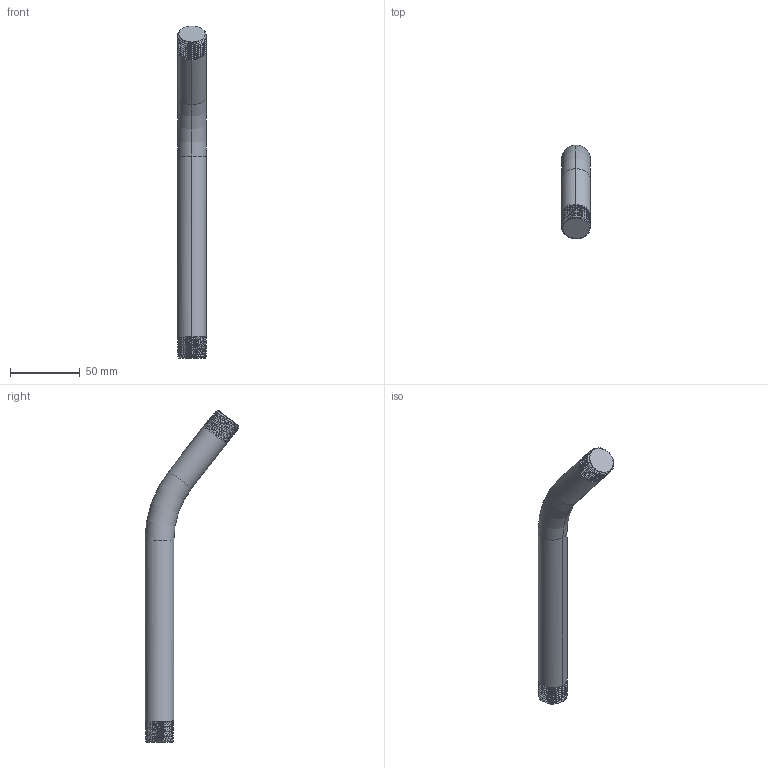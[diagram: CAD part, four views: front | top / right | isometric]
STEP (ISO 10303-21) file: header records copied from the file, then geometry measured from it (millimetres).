
FILE_DESCRIPTION((''),'2;1');
FILE_NAME('203_WEB','2010-11-02T',('ramkumar'),(''),'PRO/ENGINEER BY PARAMETRIC TECHNOLOGY CORPORATION, 2009300','PRO/ENGINEER BY PARAMETRIC TECHNOLOGY CORPORATION, 2009300','');
FILE_SCHEMA(('CONFIG_CONTROL_DESIGN'));
Length unit declared in the file: inch
Products named in the file (1): 203_WEB
Bounding box: 20.64 x 67.24 x 237.5 mm (x, y, z)
Surface area: 17393.7 mm2 (no closed solid volume)
Topology: 0 solids, 1 shells, 64 faces, 170 edges, 108 vertices
Faces by surface type: cylinder 32, bspline 24, cone 4, plane 2, torus 2
Entity records: 6252 total; most frequent: CARTESIAN_POINT 4892, ORIENTED_EDGE 340, EDGE_CURVE 170, DIRECTION 160, VERTEX_POINT 108, B_SPLINE_CURVE_WITH_KNOTS 102, EDGE_LOOP 64, FACE_OUTER_BOUND 64
